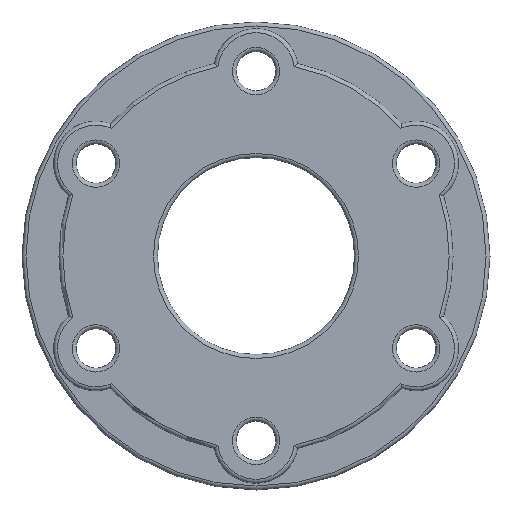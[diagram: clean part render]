
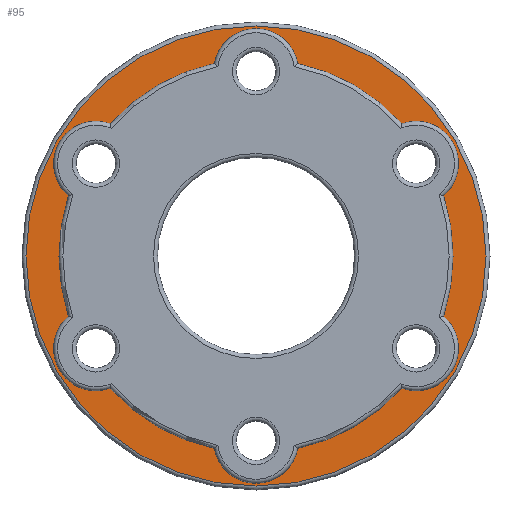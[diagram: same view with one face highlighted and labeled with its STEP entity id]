
A CAD part, front view. The second image highlights one B-rep face of the part: STEP entity #95.
In plain terms, the highlighted planar face has unit normal (0, -1, 0).
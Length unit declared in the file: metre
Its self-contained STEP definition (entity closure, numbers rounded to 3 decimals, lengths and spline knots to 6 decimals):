
#95 = ADVANCED_FACE( '', ( #232, #233 ), #234, .T. );
#232 = FACE_OUTER_BOUND( '', #431, .T. );
#233 = FACE_BOUND( '', #432, .T. );
#234 = PLANE( '', #433 );
#431 = EDGE_LOOP( '', ( #679 ) );
#432 = EDGE_LOOP( '', ( #680, #681, #682, #683, #684, #685, #686, #687, #688, #689, #690, #691 ) );
#433 = AXIS2_PLACEMENT_3D( '', #692, #693, #694 );
#679 = ORIENTED_EDGE( '', *, *, #1028, .T. );
#680 = ORIENTED_EDGE( '', *, *, #1029, .F. );
#681 = ORIENTED_EDGE( '', *, *, #1026, .F. );
#682 = ORIENTED_EDGE( '', *, *, #1012, .F. );
#683 = ORIENTED_EDGE( '', *, *, #1030, .F. );
#684 = ORIENTED_EDGE( '', *, *, #1008, .F. );
#685 = ORIENTED_EDGE( '', *, *, #1031, .F. );
#686 = ORIENTED_EDGE( '', *, *, #1032, .F. );
#687 = ORIENTED_EDGE( '', *, *, #1033, .F. );
#688 = ORIENTED_EDGE( '', *, *, #1034, .F. );
#689 = ORIENTED_EDGE( '', *, *, #1035, .F. );
#690 = ORIENTED_EDGE( '', *, *, #1036, .F. );
#691 = ORIENTED_EDGE( '', *, *, #1037, .F. );
#692 = CARTESIAN_POINT( '', ( 0., 0., 0. ) );
#693 = DIRECTION( '', ( 0., -1., 0. ) );
#694 = DIRECTION( '', ( 1., 0., 0. ) );
#1008 = EDGE_CURVE( '', #1177, #1173, #1179, .T. );
#1012 = EDGE_CURVE( '', #1183, #1181, #1185, .T. );
#1026 = EDGE_CURVE( '', #1181, #1203, #1206, .T. );
#1028 = EDGE_CURVE( '', #1208, #1208, #1209, .T. );
#1029 = EDGE_CURVE( '', #1203, #1210, #1211, .T. );
#1030 = EDGE_CURVE( '', #1173, #1183, #1212, .T. );
#1031 = EDGE_CURVE( '', #1213, #1177, #1214, .T. );
#1032 = EDGE_CURVE( '', #1215, #1213, #1216, .T. );
#1033 = EDGE_CURVE( '', #1217, #1215, #1218, .T. );
#1034 = EDGE_CURVE( '', #1219, #1217, #1220, .T. );
#1035 = EDGE_CURVE( '', #1221, #1219, #1222, .T. );
#1036 = EDGE_CURVE( '', #1223, #1221, #1224, .T. );
#1037 = EDGE_CURVE( '', #1210, #1223, #1225, .T. );
#1173 = VERTEX_POINT( '', #1419 );
#1177 = VERTEX_POINT( '', #1424 );
#1179 = CIRCLE( '', #1427, 0.005461 );
#1181 = VERTEX_POINT( '', #1429 );
#1183 = VERTEX_POINT( '', #1432 );
#1185 = CIRCLE( '', #1435, 0.005461 );
#1203 = VERTEX_POINT( '', #1474 );
#1206 = CIRCLE( '', #1478, 0.0254 );
#1208 = VERTEX_POINT( '', #1480 );
#1209 = CIRCLE( '', #1481, 0.029655 );
#1210 = VERTEX_POINT( '', #1482 );
#1211 = CIRCLE( '', #1483, 0.005461 );
#1212 = CIRCLE( '', #1484, 0.0254 );
#1213 = VERTEX_POINT( '', #1485 );
#1214 = CIRCLE( '', #1486, 0.0254 );
#1215 = VERTEX_POINT( '', #1487 );
#1216 = CIRCLE( '', #1488, 0.005461 );
#1217 = VERTEX_POINT( '', #1489 );
#1218 = CIRCLE( '', #1490, 0.0254 );
#1219 = VERTEX_POINT( '', #1491 );
#1220 = CIRCLE( '', #1492, 0.005461 );
#1221 = VERTEX_POINT( '', #1493 );
#1222 = CIRCLE( '', #1494, 0.0254 );
#1223 = VERTEX_POINT( '', #1495 );
#1224 = CIRCLE( '', #1496, 0.005461 );
#1225 = CIRCLE( '', #1497, 0.0254 );
#1419 = CARTESIAN_POINT( '', ( -0.005368, 0., 0.024826 ) );
#1424 = CARTESIAN_POINT( '', ( 0.005368, 0., 0.024826 ) );
#1427 = AXIS2_PLACEMENT_3D( '', #1705, #1706, #1707 );
#1429 = CARTESIAN_POINT( '', ( -0.024184, 0., 0.007764 ) );
#1432 = CARTESIAN_POINT( '', ( -0.018816, 0., 0.017062 ) );
#1435 = AXIS2_PLACEMENT_3D( '', #1710, #1711, #1712 );
#1474 = CARTESIAN_POINT( '', ( -0.024184, 0., -0.007764 ) );
#1478 = AXIS2_PLACEMENT_3D( '', #1729, #1730, #1731 );
#1480 = CARTESIAN_POINT( '', ( 0., 0., -0.029655 ) );
#1481 = AXIS2_PLACEMENT_3D( '', #1732, #1733, #1734 );
#1482 = CARTESIAN_POINT( '', ( -0.018816, 0., -0.017062 ) );
#1483 = AXIS2_PLACEMENT_3D( '', #1735, #1736, #1737 );
#1484 = AXIS2_PLACEMENT_3D( '', #1738, #1739, #1740 );
#1485 = CARTESIAN_POINT( '', ( 0.018816, 0., 0.017062 ) );
#1486 = AXIS2_PLACEMENT_3D( '', #1741, #1742, #1743 );
#1487 = CARTESIAN_POINT( '', ( 0.024184, 0., 0.007764 ) );
#1488 = AXIS2_PLACEMENT_3D( '', #1744, #1745, #1746 );
#1489 = CARTESIAN_POINT( '', ( 0.024184, 0., -0.007764 ) );
#1490 = AXIS2_PLACEMENT_3D( '', #1747, #1748, #1749 );
#1491 = CARTESIAN_POINT( '', ( 0.018816, 0., -0.017062 ) );
#1492 = AXIS2_PLACEMENT_3D( '', #1750, #1751, #1752 );
#1493 = CARTESIAN_POINT( '', ( 0.005368, 0., -0.024826 ) );
#1494 = AXIS2_PLACEMENT_3D( '', #1753, #1754, #1755 );
#1495 = CARTESIAN_POINT( '', ( -0.005368, 0., -0.024826 ) );
#1496 = AXIS2_PLACEMENT_3D( '', #1756, #1757, #1758 );
#1497 = AXIS2_PLACEMENT_3D( '', #1759, #1760, #1761 );
#1705 = CARTESIAN_POINT( '', ( 0., 0., 0.023825 ) );
#1706 = DIRECTION( '', ( 0., -1., 0. ) );
#1707 = DIRECTION( '', ( 0., 0., -1. ) );
#1710 = CARTESIAN_POINT( '', ( -0.020633, 0., 0.011913 ) );
#1711 = DIRECTION( '', ( 0., -1., 0. ) );
#1712 = DIRECTION( '', ( 0., 0., -1. ) );
#1729 = CARTESIAN_POINT( '', ( 0., 0., 0. ) );
#1730 = DIRECTION( '', ( 0., -1., 0. ) );
#1731 = DIRECTION( '', ( 0., 0., -1. ) );
#1732 = CARTESIAN_POINT( '', ( 0., 0., 0. ) );
#1733 = DIRECTION( '', ( 0., -1., 0. ) );
#1734 = DIRECTION( '', ( 0., 0., -1. ) );
#1735 = CARTESIAN_POINT( '', ( -0.020633, 0., -0.011913 ) );
#1736 = DIRECTION( '', ( 0., -1., 0. ) );
#1737 = DIRECTION( '', ( 0., 0., -1. ) );
#1738 = CARTESIAN_POINT( '', ( 0., 0., 0. ) );
#1739 = DIRECTION( '', ( 0., -1., 0. ) );
#1740 = DIRECTION( '', ( 0., 0., -1. ) );
#1741 = CARTESIAN_POINT( '', ( 0., 0., 0. ) );
#1742 = DIRECTION( '', ( 0., -1., 0. ) );
#1743 = DIRECTION( '', ( 0., 0., -1. ) );
#1744 = CARTESIAN_POINT( '', ( 0.020633, 0., 0.011913 ) );
#1745 = DIRECTION( '', ( 0., -1., 0. ) );
#1746 = DIRECTION( '', ( 0., 0., -1. ) );
#1747 = CARTESIAN_POINT( '', ( 0., 0., 0. ) );
#1748 = DIRECTION( '', ( 0., -1., 0. ) );
#1749 = DIRECTION( '', ( 0., 0., -1. ) );
#1750 = CARTESIAN_POINT( '', ( 0.020633, 0., -0.011913 ) );
#1751 = DIRECTION( '', ( 0., -1., 0. ) );
#1752 = DIRECTION( '', ( 0., 0., -1. ) );
#1753 = CARTESIAN_POINT( '', ( 0., 0., 0. ) );
#1754 = DIRECTION( '', ( 0., -1., 0. ) );
#1755 = DIRECTION( '', ( 0., 0., -1. ) );
#1756 = CARTESIAN_POINT( '', ( 0., 0., -0.023825 ) );
#1757 = DIRECTION( '', ( 0., -1., 0. ) );
#1758 = DIRECTION( '', ( 0., 0., -1. ) );
#1759 = CARTESIAN_POINT( '', ( 0., 0., 0. ) );
#1760 = DIRECTION( '', ( 0., -1., 0. ) );
#1761 = DIRECTION( '', ( 0., 0., -1. ) );
